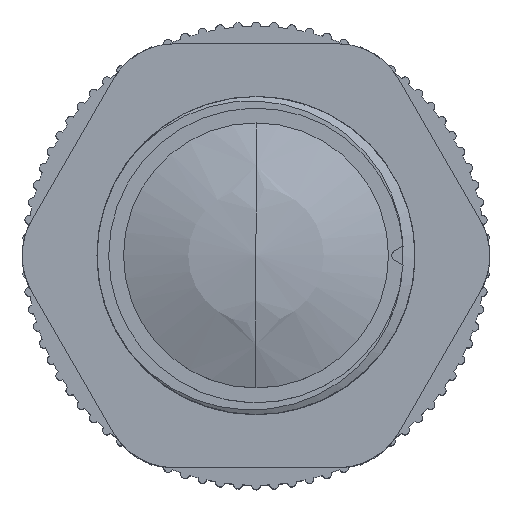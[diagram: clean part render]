
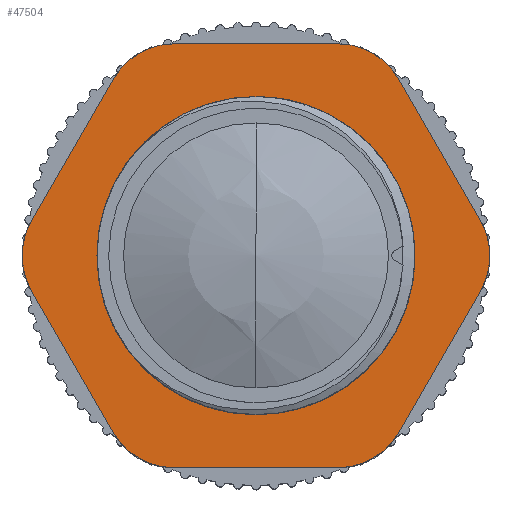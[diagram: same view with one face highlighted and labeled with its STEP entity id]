
A CAD part, top view. The second image highlights one B-rep face of the part: STEP entity #47504.
In plain terms, the highlighted face is planar.
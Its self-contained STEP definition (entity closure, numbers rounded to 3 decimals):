
#35887=CARTESIAN_POINT('',(4.619,3.,-8.));
#35888=DIRECTION('',(0.,1.,0.));
#35889=DIRECTION('',(0.866,0.,-0.5));
#35890=AXIS2_PLACEMENT_3D('',#35887,#35888,#35889);
#35895=DIRECTION('',(-0.5,0.,-0.866));
#35896=VECTOR('',#35895,9.238);
#35897=CARTESIAN_POINT('',(12.702,3.,-2.));
#35898=LINE('',#35897,#35896);
#35902=CARTESIAN_POINT('',(9.238,3.,0.));
#35903=DIRECTION('',(0.,1.,0.));
#35904=DIRECTION('',(0.866,0.,0.5));
#35905=AXIS2_PLACEMENT_3D('',#35902,#35903,#35904);
#35910=DIRECTION('',(0.5,0.,-0.866));
#35911=VECTOR('',#35910,9.238);
#35912=CARTESIAN_POINT('',(8.083,3.,10.));
#35913=LINE('',#35912,#35911);
#35917=CARTESIAN_POINT('',(4.619,3.,8.));
#35918=DIRECTION('',(0.,1.,0.));
#35919=DIRECTION('',(0.,0.,1.));
#35920=AXIS2_PLACEMENT_3D('',#35917,#35918,#35919);
#35925=DIRECTION('',(1.,0.,0.));
#35926=VECTOR('',#35925,9.238);
#35927=CARTESIAN_POINT('',(-4.619,3.,12.));
#35928=LINE('',#35927,#35926);
#35932=CARTESIAN_POINT('',(-4.619,3.,8.));
#35933=DIRECTION('',(0.,1.,0.));
#35934=DIRECTION('',(-0.866,0.,0.5));
#35935=AXIS2_PLACEMENT_3D('',#35932,#35933,#35934);
#35940=DIRECTION('',(0.5,0.,0.866));
#35941=VECTOR('',#35940,9.238);
#35942=CARTESIAN_POINT('',(-12.702,3.,2.));
#35943=LINE('',#35942,#35941);
#35947=CARTESIAN_POINT('',(-9.238,3.,0.));
#35948=DIRECTION('',(0.,1.,0.));
#35949=DIRECTION('',(-0.866,0.,-0.5));
#35950=AXIS2_PLACEMENT_3D('',#35947,#35948,#35949);
#35955=DIRECTION('',(-0.5,0.,0.866));
#35956=VECTOR('',#35955,9.238);
#35957=CARTESIAN_POINT('',(-8.083,3.,-10.));
#35958=LINE('',#35957,#35956);
#35962=CARTESIAN_POINT('',(-4.619,3.,-8.));
#35963=DIRECTION('',(0.,1.,0.));
#35964=DIRECTION('',(0.,0.,-1.));
#35965=AXIS2_PLACEMENT_3D('',#35962,#35963,#35964);
#35970=DIRECTION('',(-1.,0.,0.));
#35971=VECTOR('',#35970,9.238);
#35972=CARTESIAN_POINT('',(4.619,3.,-12.));
#35973=LINE('',#35972,#35971);
#35977=CARTESIAN_POINT('',(0.,3.,0.));
#35978=DIRECTION('',(0.,1.,0.));
#35979=DIRECTION('',(1.,0.,0.));
#35980=AXIS2_PLACEMENT_3D('',#35977,#35978,#35979);
#35985=CARTESIAN_POINT('',(0.,3.,0.));
#35986=DIRECTION('',(0.,1.,0.));
#35987=DIRECTION('',(-1.,0.,0.));
#35988=AXIS2_PLACEMENT_3D('',#35985,#35986,#35987);
#46437=CARTESIAN_POINT('',(8.083,3.,-10.));
#46438=CARTESIAN_POINT('',(4.619,3.,-12.));
#46439=VERTEX_POINT('',#46437);
#46440=VERTEX_POINT('',#46438);
#46441=CARTESIAN_POINT('',(12.702,3.,2.));
#46442=CARTESIAN_POINT('',(12.702,3.,-2.));
#46443=VERTEX_POINT('',#46441);
#46444=VERTEX_POINT('',#46442);
#46445=CARTESIAN_POINT('',(4.619,3.,12.));
#46446=CARTESIAN_POINT('',(8.083,3.,10.));
#46447=VERTEX_POINT('',#46445);
#46448=VERTEX_POINT('',#46446);
#46449=CARTESIAN_POINT('',(-8.083,3.,10.));
#46450=CARTESIAN_POINT('',(-4.619,3.,12.));
#46451=VERTEX_POINT('',#46449);
#46452=VERTEX_POINT('',#46450);
#46453=CARTESIAN_POINT('',(-12.702,3.,-2.));
#46454=CARTESIAN_POINT('',(-12.702,3.,2.));
#46455=VERTEX_POINT('',#46453);
#46456=VERTEX_POINT('',#46454);
#46457=CARTESIAN_POINT('',(-4.619,3.,-12.));
#46458=CARTESIAN_POINT('',(-8.083,3.,-10.));
#46459=VERTEX_POINT('',#46457);
#46460=VERTEX_POINT('',#46458);
#47459=CARTESIAN_POINT('',(8.5,3.,0.));
#47460=CARTESIAN_POINT('',(-8.5,3.,0.));
#47461=VERTEX_POINT('',#47459);
#47462=VERTEX_POINT('',#47460);
#47467=CARTESIAN_POINT('',(0.,3.,0.));
#47468=DIRECTION('',(0.,1.,0.));
#47469=DIRECTION('',(1.,0.,0.));
#47470=AXIS2_PLACEMENT_3D('',#47467,#47468,#47469);
#47471=PLANE('',#47470);
#47473=ORIENTED_EDGE('',*,*,#47472,.F.);
#47475=ORIENTED_EDGE('',*,*,#47474,.F.);
#47477=ORIENTED_EDGE('',*,*,#47476,.F.);
#47479=ORIENTED_EDGE('',*,*,#47478,.F.);
#47481=ORIENTED_EDGE('',*,*,#47480,.F.);
#47483=ORIENTED_EDGE('',*,*,#47482,.F.);
#47485=ORIENTED_EDGE('',*,*,#47484,.F.);
#47487=ORIENTED_EDGE('',*,*,#47486,.F.);
#47489=ORIENTED_EDGE('',*,*,#47488,.F.);
#47491=ORIENTED_EDGE('',*,*,#47490,.F.);
#47493=ORIENTED_EDGE('',*,*,#47492,.F.);
#47495=ORIENTED_EDGE('',*,*,#47494,.F.);
#47496=EDGE_LOOP('',(#47473,#47475,#47477,#47479,#47481,#47483,#47485,#47487,
#47489,#47491,#47493,#47495));
#47497=FACE_OUTER_BOUND('',#47496,.F.);
#47499=ORIENTED_EDGE('',*,*,#47498,.T.);
#47501=ORIENTED_EDGE('',*,*,#47500,.T.);
#47502=EDGE_LOOP('',(#47499,#47501));
#47503=FACE_BOUND('',#47502,.F.);
#35891=CIRCLE('',#35890,4.);
#35906=CIRCLE('',#35905,4.);
#35921=CIRCLE('',#35920,4.);
#35936=CIRCLE('',#35935,4.);
#35951=CIRCLE('',#35950,4.);
#35966=CIRCLE('',#35965,4.);
#35981=CIRCLE('',#35980,8.5);
#35989=CIRCLE('',#35988,8.5);
#47472=EDGE_CURVE('',#46439,#46440,#35891,.T.);
#47474=EDGE_CURVE('',#46444,#46439,#35898,.T.);
#47476=EDGE_CURVE('',#46443,#46444,#35906,.T.);
#47478=EDGE_CURVE('',#46448,#46443,#35913,.T.);
#47480=EDGE_CURVE('',#46447,#46448,#35921,.T.);
#47482=EDGE_CURVE('',#46452,#46447,#35928,.T.);
#47484=EDGE_CURVE('',#46451,#46452,#35936,.T.);
#47486=EDGE_CURVE('',#46456,#46451,#35943,.T.);
#47488=EDGE_CURVE('',#46455,#46456,#35951,.T.);
#47490=EDGE_CURVE('',#46460,#46455,#35958,.T.);
#47492=EDGE_CURVE('',#46459,#46460,#35966,.T.);
#47494=EDGE_CURVE('',#46440,#46459,#35973,.T.);
#47498=EDGE_CURVE('',#47461,#47462,#35981,.T.);
#47500=EDGE_CURVE('',#47462,#47461,#35989,.T.);
#47504=ADVANCED_FACE('',(#47497,#47503),#47471,.T.);
